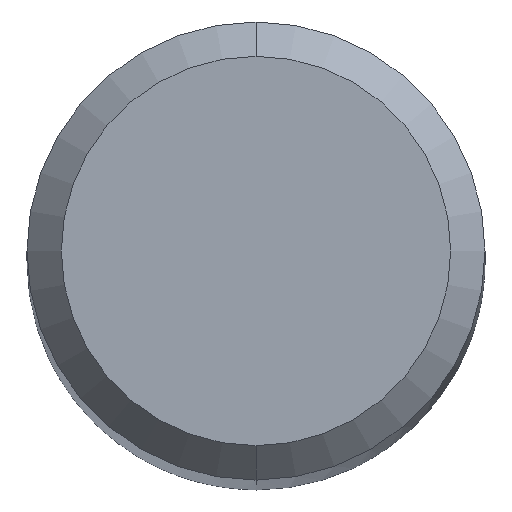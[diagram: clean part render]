
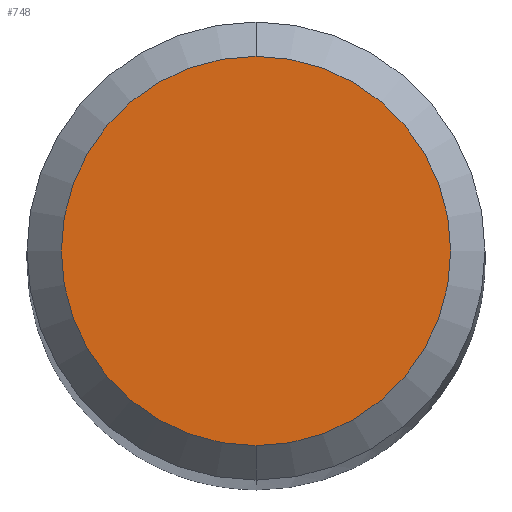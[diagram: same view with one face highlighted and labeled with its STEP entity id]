
A CAD part, top view. The second image highlights one B-rep face of the part: STEP entity #748.
In plain terms, the highlighted planar face has unit normal (0, 0, 1).
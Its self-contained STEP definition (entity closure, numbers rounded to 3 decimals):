
#462=EDGE_CURVE('',#654,#568,#1256,.T.);
#568=VERTEX_POINT('',#1374);
#654=VERTEX_POINT('',#1464);
#700=EDGE_CURVE('',#568,#654,#1514,.T.);
#748=ADVANCED_FACE('',(#1565),#1566,.T.);
#1256=CIRCLE('',#2193,1.7);
#1374=CARTESIAN_POINT('',(0.,-1.7,0.0));
#1464=CARTESIAN_POINT('',(0.0,1.7,0.0));
#1514=CIRCLE('',#2901,1.7);
#1565=FACE_OUTER_BOUND('',#3030,.T.);
#1566=PLANE('',#3031);
#2193=AXIS2_PLACEMENT_3D('',#4287,#4288,#4289);
#2901=AXIS2_PLACEMENT_3D('',#4511,#4512,#4513);
#3030=EDGE_LOOP('',(#4576,#4577));
#3031=AXIS2_PLACEMENT_3D('',#4578,#4579,#4580);
#4287=CARTESIAN_POINT('',(0.0,0.0,0.0));
#4288=DIRECTION('',(0.0,0.0,-1.0));
#4289=DIRECTION('',(0.0,1.0,0.0));
#4511=CARTESIAN_POINT('',(0.0,0.0,0.0));
#4512=DIRECTION('',(0.0,0.0,-1.0));
#4513=DIRECTION('',(0.0,1.0,0.0));
#4576=ORIENTED_EDGE('',*,*,#462,.F.);
#4577=ORIENTED_EDGE('',*,*,#700,.F.);
#4578=CARTESIAN_POINT('',(0.0,0.85,0.0));
#4579=DIRECTION('',(-0.0,0.0,1.0));
#4580=DIRECTION('',(0.0,-1.0,0.0));
